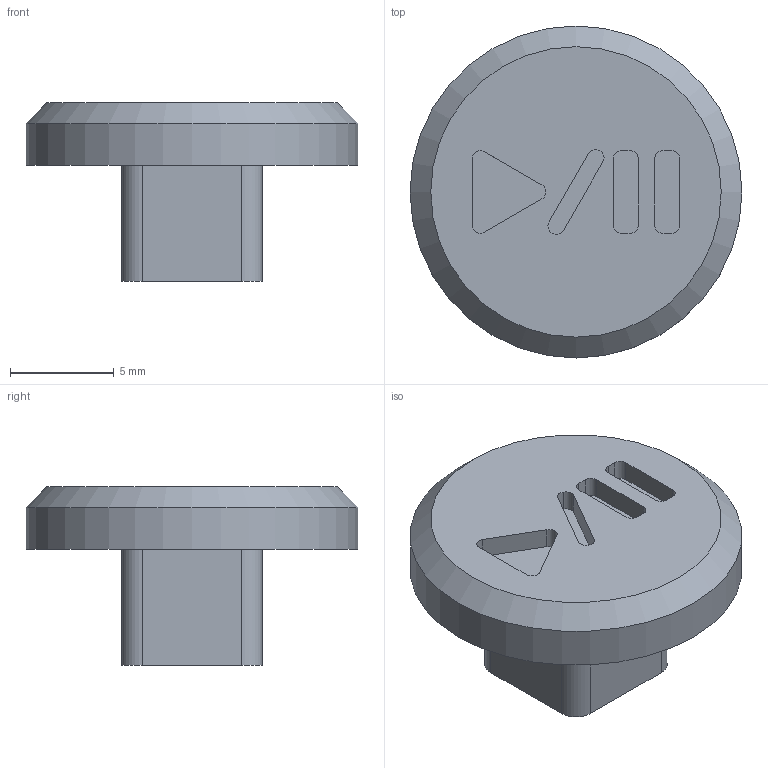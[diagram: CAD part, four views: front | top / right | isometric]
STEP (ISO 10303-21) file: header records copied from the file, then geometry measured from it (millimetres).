
FILE_DESCRIPTION(/* description */ ('FreeCAD Model'),/* implementation_level */ '2;1');
FILE_NAME(/* name */ 'play-pause-Body.step',/* time_stamp */ '2026-02-07T16:53:12+01:00',/* author */ (''),/* organization */ (''),/* preprocessor_version */ 'ST-DEVELOPER v20.1',/* originating_system */ 'Autodesk Translation Framework v14.24.0.0',/* authorisation */ '');
FILE_SCHEMA (('AUTOMOTIVE_DESIGN { 1 0 10303 214 3 1 1 }'));
Length unit declared in the file: millimetre
Products named in the file (1): Body
Bounding box: 16 x 16 x 8.6 mm (x, y, z)
Volume: 708.1 mm3; surface area: 795.4 mm2
Topology: 1 solids, 1 shells, 56 faces, 143 edges, 95 vertices
Faces by surface type: plane 31, cylinder 24, cone 1
Full cylindrical faces by diameter (mm): 16 x1
Entity records: 1748 total; most frequent: DIRECTION 306, CARTESIAN_POINT 295, ORIENTED_EDGE 286, EDGE_CURVE 143, AXIS2_PLACEMENT_3D 106, VERTEX_POINT 95, LINE 94, VECTOR 94
